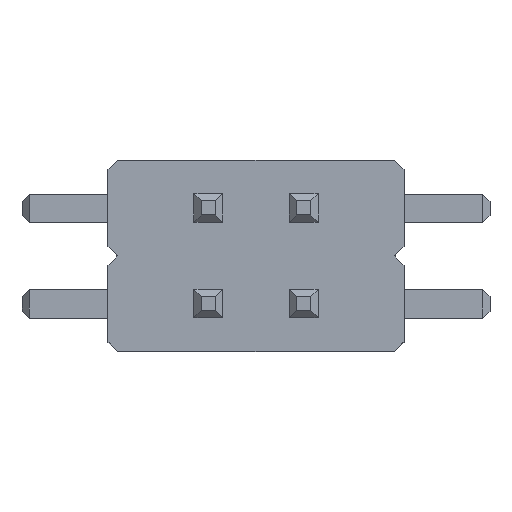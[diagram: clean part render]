
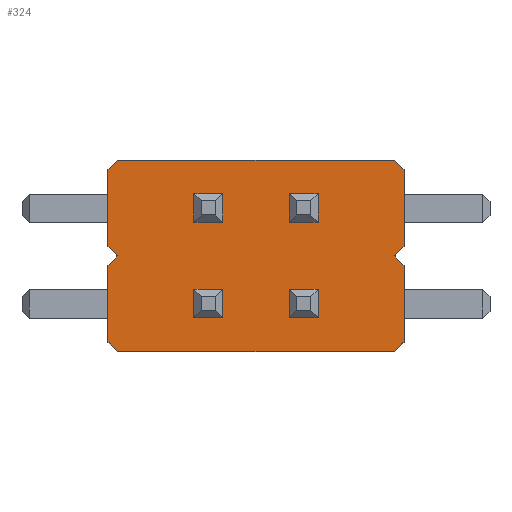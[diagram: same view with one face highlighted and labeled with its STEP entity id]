
A CAD part, top view. The second image highlights one B-rep face of the part: STEP entity #324.
In plain terms, the highlighted planar face has unit normal (0, 0, 1).
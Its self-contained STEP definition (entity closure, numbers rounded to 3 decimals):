
#13=DIRECTION('',(0.,0.,1.));
#24=VERTEX_POINT('',#25);
#25=CARTESIAN_POINT('',(-1.45,1.,1.6));
#28=ORIENTED_EDGE('',*,*,#29,.T.);
#29=EDGE_CURVE('',#24,#30,#32,.T.);
#30=VERTEX_POINT('',#31);
#31=CARTESIAN_POINT('',(-1.55,0.9,1.6));
#32=LINE('',#25,#33);
#33=VECTOR('',#34,1.);
#34=DIRECTION('',(-0.707,-0.707,0.));
#45=DIRECTION('',(0.707,-0.707,0.));
#50=ORIENTED_EDGE('',*,*,#51,.T.);
#51=EDGE_CURVE('',#30,#52,#54,.T.);
#52=VERTEX_POINT('',#53);
#53=CARTESIAN_POINT('',(-1.55,0.1,1.6));
#54=LINE('',#31,#55);
#55=VECTOR('',#56,1.);
#56=DIRECTION('',(0.,-1.,0.));
#67=DIRECTION('',(1.,0.,0.));
#72=ORIENTED_EDGE('',*,*,#73,.T.);
#73=EDGE_CURVE('',#52,#74,#76,.T.);
#74=VERTEX_POINT('',#75);
#75=CARTESIAN_POINT('',(-1.45,0.,1.6));
#76=LINE('',#53,#77);
#77=VECTOR('',#45,1.);
#88=DIRECTION('',(0.707,0.707,0.));
#93=ORIENTED_EDGE('',*,*,#94,.T.);
#94=EDGE_CURVE('',#74,#95,#97,.T.);
#95=VERTEX_POINT('',#96);
#96=CARTESIAN_POINT('',(-1.55,-0.1,1.6));
#97=LINE('',#98,#33);
#98=CARTESIAN_POINT('',(-1.45,0.,1.6));
#114=ORIENTED_EDGE('',*,*,#115,.T.);
#115=EDGE_CURVE('',#95,#116,#118,.T.);
#116=VERTEX_POINT('',#117);
#117=CARTESIAN_POINT('',(-1.55,-0.9,1.6));
#118=LINE('',#96,#55);
#133=ORIENTED_EDGE('',*,*,#134,.T.);
#134=EDGE_CURVE('',#116,#135,#137,.T.);
#135=VERTEX_POINT('',#136);
#136=CARTESIAN_POINT('',(-1.45,-1.,1.6));
#137=LINE('',#117,#77);
#152=ORIENTED_EDGE('',*,*,#153,.T.);
#153=EDGE_CURVE('',#135,#154,#156,.T.);
#154=VERTEX_POINT('',#155);
#155=CARTESIAN_POINT('',(1.45,-1.,1.6));
#156=LINE('',#136,#157);
#157=VECTOR('',#67,1.);
#168=DIRECTION('',(0.,1.,0.));
#173=ORIENTED_EDGE('',*,*,#174,.T.);
#174=EDGE_CURVE('',#154,#175,#177,.T.);
#175=VERTEX_POINT('',#176);
#176=CARTESIAN_POINT('',(1.55,-0.9,1.6));
#177=LINE('',#155,#178);
#178=VECTOR('',#88,1.);
#189=DIRECTION('',(-0.707,0.707,0.));
#194=ORIENTED_EDGE('',*,*,#195,.T.);
#195=EDGE_CURVE('',#175,#196,#198,.T.);
#196=VERTEX_POINT('',#197);
#197=CARTESIAN_POINT('',(1.55,-0.1,1.6));
#198=LINE('',#176,#199);
#199=VECTOR('',#168,1.);
#210=DIRECTION('',(-1.,0.,0.));
#215=ORIENTED_EDGE('',*,*,#216,.T.);
#216=EDGE_CURVE('',#196,#217,#219,.T.);
#217=VERTEX_POINT('',#218);
#218=CARTESIAN_POINT('',(1.45,0.,1.6));
#219=LINE('',#197,#220);
#220=VECTOR('',#189,1.);
#235=ORIENTED_EDGE('',*,*,#236,.T.);
#236=EDGE_CURVE('',#217,#237,#239,.T.);
#237=VERTEX_POINT('',#238);
#238=CARTESIAN_POINT('',(1.55,0.1,1.6));
#239=LINE('',#240,#178);
#240=CARTESIAN_POINT('',(1.45,0.,1.6));
#256=ORIENTED_EDGE('',*,*,#257,.T.);
#257=EDGE_CURVE('',#237,#258,#260,.T.);
#258=VERTEX_POINT('',#259);
#259=CARTESIAN_POINT('',(1.55,0.9,1.6));
#260=LINE('',#238,#199);
#275=ORIENTED_EDGE('',*,*,#276,.T.);
#276=EDGE_CURVE('',#258,#277,#279,.T.);
#277=VERTEX_POINT('',#278);
#278=CARTESIAN_POINT('',(1.45,1.,1.6));
#279=LINE('',#259,#220);
#294=ORIENTED_EDGE('',*,*,#295,.T.);
#295=EDGE_CURVE('',#277,#24,#296,.T.);
#296=LINE('',#278,#297);
#297=VECTOR('',#210,1.);
#324=ADVANCED_FACE('',(#325),#327,.T.);
#325=FACE_BOUND('',#326,.T.);
#326=EDGE_LOOP('',(#28,#50,#72,#93,#114,#133,#152,#173,#194,#215,#235,#256,#275,#294));
#327=PLANE('',#328);
#328=AXIS2_PLACEMENT_3D('',#329,#13,#67);
#329=CARTESIAN_POINT('',(0.,0.,1.6));
